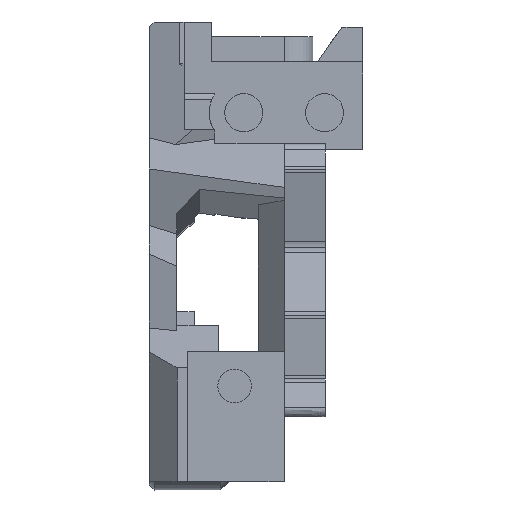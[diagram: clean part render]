
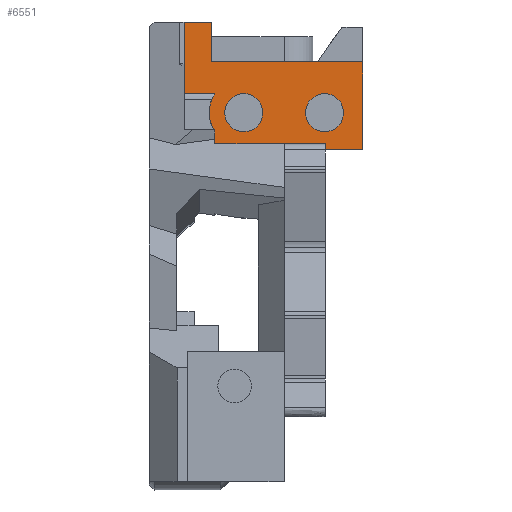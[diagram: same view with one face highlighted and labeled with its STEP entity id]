
A CAD part, left-side view. The second image highlights one B-rep face of the part: STEP entity #6551.
In plain terms, the highlighted planar face has unit normal (-1, 0, 0).
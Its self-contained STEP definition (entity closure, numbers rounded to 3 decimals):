
#75 = VERTEX_POINT ( 'NONE', #2637 ) ;
#106 = AXIS2_PLACEMENT_3D ( 'NONE', #7254, #9610, #2283 ) ;
#111 = CARTESIAN_POINT ( 'NONE',  ( -9.019, 8.68, 0. ) ) ;
#226 = ORIENTED_EDGE ( 'NONE', *, *, #8280, .F. ) ;
#301 = VERTEX_POINT ( 'NONE', #9698 ) ;
#317 = CIRCLE ( 'NONE', #9231, 3. ) ;
#367 = CARTESIAN_POINT ( 'NONE',  ( -9.019, 6.5, 48.173 ) ) ;
#517 = EDGE_LOOP ( 'NONE', ( #882, #1590 ) ) ;
#564 = VERTEX_POINT ( 'NONE', #367 ) ;
#642 = LINE ( 'NONE', #9892, #6454 ) ;
#684 = AXIS2_PLACEMENT_3D ( 'NONE', #10805, #6552, #10758 ) ;
#698 = CARTESIAN_POINT ( 'NONE',  ( -9.019, -1.85, 48.173 ) ) ;
#882 = ORIENTED_EDGE ( 'NONE', *, *, #5052, .T. ) ;
#1044 = ORIENTED_EDGE ( 'NONE', *, *, #10420, .F. ) ;
#1156 = VERTEX_POINT ( 'NONE', #4934 ) ;
#1177 = VERTEX_POINT ( 'NONE', #3968 ) ;
#1244 = PLANE ( 'NONE',  #5521 ) ;
#1504 = EDGE_CURVE ( 'NONE', #564, #4054, #4868, .T. ) ;
#1590 = ORIENTED_EDGE ( 'NONE', *, *, #4568, .T. ) ;
#1686 = EDGE_CURVE ( 'NONE', #9092, #4054, #9986, .T. ) ;
#1712 = VERTEX_POINT ( 'NONE', #698 ) ;
#1758 = CARTESIAN_POINT ( 'NONE',  ( -9.019, 3.5, 48.173 ) ) ;
#1875 = LINE ( 'NONE', #6845, #6378 ) ;
#1912 = EDGE_CURVE ( 'NONE', #3786, #9092, #3865, .T. ) ;
#2085 = CIRCLE ( 'NONE', #7833, 1.65 ) ;
#2228 = VECTOR ( 'NONE', #6372, 1000. ) ;
#2283 = DIRECTION ( 'NONE',  ( 0., 1., 0. ) ) ;
#2501 = CARTESIAN_POINT ( 'NONE',  ( -9.019, 6., 0. ) ) ;
#2637 = CARTESIAN_POINT ( 'NONE',  ( -9.019, 6.28, 52.573 ) ) ;
#2647 = VERTEX_POINT ( 'NONE', #2898 ) ;
#2776 = EDGE_LOOP ( 'NONE', ( #4779, #3951 ) ) ;
#2898 = CARTESIAN_POINT ( 'NONE',  ( -9.019, 5.15, 48.173 ) ) ;
#2910 = CARTESIAN_POINT ( 'NONE',  ( -9.019, 8.68, 56.033 ) ) ;
#3039 = DIRECTION ( 'NONE',  ( 0., 1., 0. ) ) ;
#3102 = FACE_BOUND ( 'NONE', #517, .T. ) ;
#3275 = DIRECTION ( 'NONE',  ( 0., 0., -1. ) ) ;
#3289 = DIRECTION ( 'NONE',  ( 0., -1., 0. ) ) ;
#3344 = DIRECTION ( 'NONE',  ( -1., 0., 0. ) ) ;
#3403 = ORIENTED_EDGE ( 'NONE', *, *, #9465, .T. ) ;
#3786 = VERTEX_POINT ( 'NONE', #8137 ) ;
#3838 = AXIS2_PLACEMENT_3D ( 'NONE', #6392, #7109, #8040 ) ;
#3865 = LINE ( 'NONE', #8021, #4819 ) ;
#3869 = ORIENTED_EDGE ( 'NONE', *, *, #1686, .F. ) ;
#3940 = AXIS2_PLACEMENT_3D ( 'NONE', #10557, #6345, #5959 ) ;
#3951 = ORIENTED_EDGE ( 'NONE', *, *, #5840, .T. ) ;
#3968 = CARTESIAN_POINT ( 'NONE',  ( -9.019, 6.017, 49.806 ) ) ;
#4029 = ORIENTED_EDGE ( 'NONE', *, *, #8216, .T. ) ;
#4054 = VERTEX_POINT ( 'NONE', #5105 ) ;
#4138 = DIRECTION ( 'NONE',  ( 0., 0., -1. ) ) ;
#4158 = VECTOR ( 'NONE', #3275, 1000. ) ;
#4282 = ORIENTED_EDGE ( 'NONE', *, *, #5106, .F. ) ;
#4290 = LINE ( 'NONE', #8496, #7951 ) ;
#4551 = DIRECTION ( 'NONE',  ( 1., 0., 0. ) ) ;
#4568 = EDGE_CURVE ( 'NONE', #1712, #4920, #2085, .T. ) ;
#4628 = CARTESIAN_POINT ( 'NONE',  ( -9.019, -19.44, 0. ) ) ;
#4656 = CARTESIAN_POINT ( 'NONE',  ( -9.019, 8.68, 49.806 ) ) ;
#4779 = ORIENTED_EDGE ( 'NONE', *, *, #9477, .T. ) ;
#4819 = VECTOR ( 'NONE', #3039, 1000. ) ;
#4868 = CIRCLE ( 'NONE', #3838, 3. ) ;
#4920 = VERTEX_POINT ( 'NONE', #5517 ) ;
#4934 = CARTESIAN_POINT ( 'NONE',  ( -9.019, -6.8, 52.573 ) ) ;
#5028 = ORIENTED_EDGE ( 'NONE', *, *, #7905, .T. ) ;
#5052 = EDGE_CURVE ( 'NONE', #4920, #1712, #9243, .T. ) ;
#5105 = CARTESIAN_POINT ( 'NONE',  ( -9.019, 6., 46.515 ) ) ;
#5106 = EDGE_CURVE ( 'NONE', #1156, #3786, #642, .T. ) ;
#5169 = LINE ( 'NONE', #9280, #4158 ) ;
#5398 = DIRECTION ( 'NONE',  ( 0., 1., 0. ) ) ;
#5517 = CARTESIAN_POINT ( 'NONE',  ( -9.019, -5.15, 48.173 ) ) ;
#5521 = AXIS2_PLACEMENT_3D ( 'NONE', #4628, #7098, #5398 ) ;
#5682 = CIRCLE ( 'NONE', #3940, 1.65 ) ;
#5840 = EDGE_CURVE ( 'NONE', #2647, #301, #5682, .T. ) ;
#5959 = DIRECTION ( 'NONE',  ( 0., 1., 0. ) ) ;
#6025 = LINE ( 'NONE', #111, #6730 ) ;
#6081 = DIRECTION ( 'NONE',  ( 0., 1., 0. ) ) ;
#6269 = FACE_OUTER_BOUND ( 'NONE', #6677, .T. ) ;
#6345 = DIRECTION ( 'NONE',  ( 1., 0., 0. ) ) ;
#6372 = DIRECTION ( 'NONE',  ( 0., 1., 0. ) ) ;
#6378 = VECTOR ( 'NONE', #6081, 1000. ) ;
#6392 = CARTESIAN_POINT ( 'NONE',  ( -9.019, 3.5, 48.173 ) ) ;
#6408 = CIRCLE ( 'NONE', #106, 1.65 ) ;
#6435 = FACE_BOUND ( 'NONE', #2776, .T. ) ;
#6454 = VECTOR ( 'NONE', #4138, 1000. ) ;
#6551 = ADVANCED_FACE ( 'NONE', ( #6269, #3102, #6435 ), #1244, .F. ) ;
#6552 = DIRECTION ( 'NONE',  ( 1., 0., 0. ) ) ;
#6629 = VECTOR ( 'NONE', #10809, 1000. ) ;
#6677 = EDGE_LOOP ( 'NONE', ( #5028, #9950, #10509, #3869, #10248, #4282, #4029, #1044, #3403, #226 ) ) ;
#6730 = VECTOR ( 'NONE', #7772, 1000. ) ;
#6760 = VERTEX_POINT ( 'NONE', #4656 ) ;
#6808 = DIRECTION ( 'NONE',  ( 0., -1., 0. ) ) ;
#6837 = VERTEX_POINT ( 'NONE', #2910 ) ;
#6845 = CARTESIAN_POINT ( 'NONE',  ( -9.019, -19.44, 52.573 ) ) ;
#7080 = EDGE_CURVE ( 'NONE', #1177, #564, #317, .T. ) ;
#7098 = DIRECTION ( 'NONE',  ( 1., 0., 0. ) ) ;
#7109 = DIRECTION ( 'NONE',  ( -1., 0., 0. ) ) ;
#7254 = CARTESIAN_POINT ( 'NONE',  ( -9.019, 3.5, 48.173 ) ) ;
#7772 = DIRECTION ( 'NONE',  ( 0., 0., 1. ) ) ;
#7833 = AXIS2_PLACEMENT_3D ( 'NONE', #9368, #4551, #8654 ) ;
#7905 = EDGE_CURVE ( 'NONE', #6760, #1177, #4290, .T. ) ;
#7951 = VECTOR ( 'NONE', #6808, 1000. ) ;
#7967 = CARTESIAN_POINT ( 'NONE',  ( -9.019, 6.28, 56.033 ) ) ;
#8021 = CARTESIAN_POINT ( 'NONE',  ( -9.019, -19.44, 44.973 ) ) ;
#8040 = DIRECTION ( 'NONE',  ( 0., -1., 0. ) ) ;
#8137 = CARTESIAN_POINT ( 'NONE',  ( -9.019, -6.8, 44.973 ) ) ;
#8216 = EDGE_CURVE ( 'NONE', #1156, #75, #1875, .T. ) ;
#8232 = VERTEX_POINT ( 'NONE', #9365 ) ;
#8280 = EDGE_CURVE ( 'NONE', #6760, #6837, #6025, .T. ) ;
#8496 = CARTESIAN_POINT ( 'NONE',  ( -9.019, 17.997, 49.806 ) ) ;
#8654 = DIRECTION ( 'NONE',  ( 0., 1., 0. ) ) ;
#8860 = CARTESIAN_POINT ( 'NONE',  ( -9.019, 6., 44.973 ) ) ;
#9092 = VERTEX_POINT ( 'NONE', #8860 ) ;
#9231 = AXIS2_PLACEMENT_3D ( 'NONE', #1758, #3344, #3289 ) ;
#9243 = CIRCLE ( 'NONE', #684, 1.65 ) ;
#9280 = CARTESIAN_POINT ( 'NONE',  ( -9.019, 6.28, 52.573 ) ) ;
#9365 = CARTESIAN_POINT ( 'NONE',  ( -9.019, 6.28, 56.033 ) ) ;
#9368 = CARTESIAN_POINT ( 'NONE',  ( -9.019, -3.5, 48.173 ) ) ;
#9465 = EDGE_CURVE ( 'NONE', #8232, #6837, #10476, .T. ) ;
#9477 = EDGE_CURVE ( 'NONE', #301, #2647, #6408, .T. ) ;
#9610 = DIRECTION ( 'NONE',  ( 1., 0., 0. ) ) ;
#9698 = CARTESIAN_POINT ( 'NONE',  ( -9.019, 1.85, 48.173 ) ) ;
#9892 = CARTESIAN_POINT ( 'NONE',  ( -9.019, -6.8, 0. ) ) ;
#9950 = ORIENTED_EDGE ( 'NONE', *, *, #7080, .T. ) ;
#9986 = LINE ( 'NONE', #2501, #6629 ) ;
#10248 = ORIENTED_EDGE ( 'NONE', *, *, #1912, .F. ) ;
#10420 = EDGE_CURVE ( 'NONE', #8232, #75, #5169, .T. ) ;
#10476 = LINE ( 'NONE', #7967, #2228 ) ;
#10509 = ORIENTED_EDGE ( 'NONE', *, *, #1504, .T. ) ;
#10557 = CARTESIAN_POINT ( 'NONE',  ( -9.019, 3.5, 48.173 ) ) ;
#10758 = DIRECTION ( 'NONE',  ( 0., 1., 0. ) ) ;
#10805 = CARTESIAN_POINT ( 'NONE',  ( -9.019, -3.5, 48.173 ) ) ;
#10809 = DIRECTION ( 'NONE',  ( 0., 0., 1. ) ) ;
